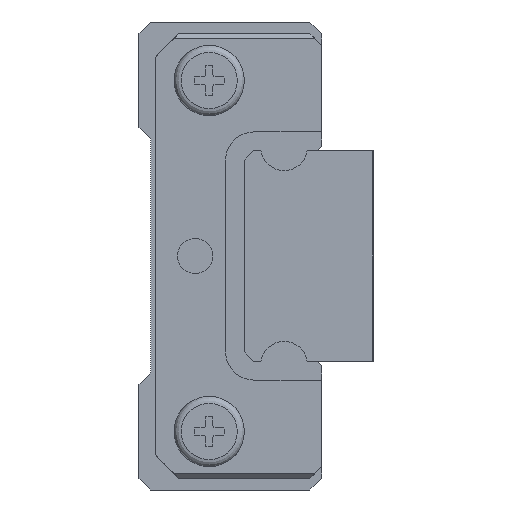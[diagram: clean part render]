
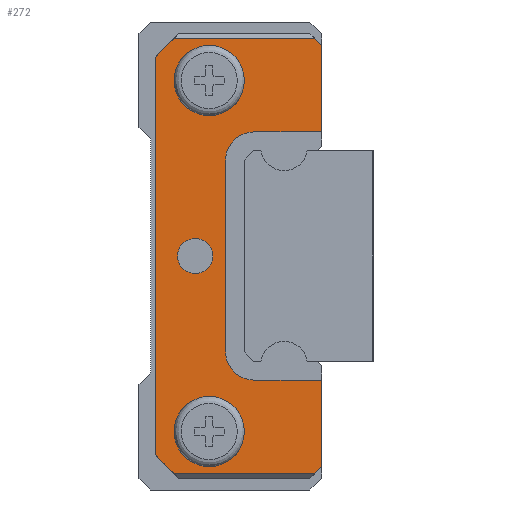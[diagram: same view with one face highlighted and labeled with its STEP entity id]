
A CAD part, left-side view. The second image highlights one B-rep face of the part: STEP entity #272.
In plain terms, the highlighted planar face has unit normal (-1, 0, 0).
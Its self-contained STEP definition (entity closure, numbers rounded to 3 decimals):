
#272 = ADVANCED_FACE( '', ( #576, #577, #578, #579 ), #580, .F. );
#576 = FACE_BOUND( '', #1083, .T. );
#577 = FACE_OUTER_BOUND( '', #1084, .T. );
#578 = FACE_BOUND( '', #1085, .T. );
#579 = FACE_BOUND( '', #1086, .T. );
#580 = PLANE( '', #1087 );
#1083 = EDGE_LOOP( '', ( #1721 ) );
#1084 = EDGE_LOOP( '', ( #1722, #1723, #1724, #1725, #1726, #1727, #1728, #1729, #1730, #1731, #1732, #1733, #1734, #1735 ) );
#1085 = EDGE_LOOP( '', ( #1736 ) );
#1086 = EDGE_LOOP( '', ( #1737 ) );
#1087 = AXIS2_PLACEMENT_3D( '', #1738, #1739, #1740 );
#1721 = ORIENTED_EDGE( '', *, *, #3159, .F. );
#1722 = ORIENTED_EDGE( '', *, *, #3160, .F. );
#1723 = ORIENTED_EDGE( '', *, *, #3161, .T. );
#1724 = ORIENTED_EDGE( '', *, *, #3162, .F. );
#1725 = ORIENTED_EDGE( '', *, *, #3163, .F. );
#1726 = ORIENTED_EDGE( '', *, *, #3164, .F. );
#1727 = ORIENTED_EDGE( '', *, *, #3165, .F. );
#1728 = ORIENTED_EDGE( '', *, *, #3166, .F. );
#1729 = ORIENTED_EDGE( '', *, *, #3167, .F. );
#1730 = ORIENTED_EDGE( '', *, *, #3168, .F. );
#1731 = ORIENTED_EDGE( '', *, *, #3169, .F. );
#1732 = ORIENTED_EDGE( '', *, *, #3170, .F. );
#1733 = ORIENTED_EDGE( '', *, *, #3171, .T. );
#1734 = ORIENTED_EDGE( '', *, *, #3172, .F. );
#1735 = ORIENTED_EDGE( '', *, *, #3173, .F. );
#1736 = ORIENTED_EDGE( '', *, *, #3174, .F. );
#1737 = ORIENTED_EDGE( '', *, *, #3175, .T. );
#1738 = CARTESIAN_POINT( '', ( -14.9, 0., 0. ) );
#1739 = DIRECTION( '', ( 1., 0., 0. ) );
#1740 = DIRECTION( '', ( 0., 0., -1. ) );
#3159 = EDGE_CURVE( '', #3723, #3723, #3724, .F. );
#3160 = EDGE_CURVE( '', #3725, #3726, #3727, .T. );
#3161 = EDGE_CURVE( '', #3725, #3728, #3729, .T. );
#3162 = EDGE_CURVE( '', #3730, #3728, #3731, .T. );
#3163 = EDGE_CURVE( '', #3732, #3730, #3733, .T. );
#3164 = EDGE_CURVE( '', #3734, #3732, #3735, .T. );
#3165 = EDGE_CURVE( '', #3736, #3734, #3737, .F. );
#3166 = EDGE_CURVE( '', #3738, #3736, #3739, .T. );
#3167 = EDGE_CURVE( '', #3740, #3738, #3741, .F. );
#3168 = EDGE_CURVE( '', #3742, #3740, #3743, .T. );
#3169 = EDGE_CURVE( '', #3744, #3742, #3745, .T. );
#3170 = EDGE_CURVE( '', #3746, #3744, #3747, .T. );
#3171 = EDGE_CURVE( '', #3746, #3748, #3749, .T. );
#3172 = EDGE_CURVE( '', #3750, #3748, #3751, .T. );
#3173 = EDGE_CURVE( '', #3726, #3750, #3752, .T. );
#3174 = EDGE_CURVE( '', #3753, #3753, #3754, .F. );
#3175 = EDGE_CURVE( '', #3755, #3755, #3756, .T. );
#3723 = VERTEX_POINT( '', #4605 );
#3724 = CIRCLE( '', #4606, 1.5 );
#3725 = VERTEX_POINT( '', #4607 );
#3726 = VERTEX_POINT( '', #4608 );
#3727 = LINE( '', #4609, #4610 );
#3728 = VERTEX_POINT( '', #4611 );
#3729 = LINE( '', #4612, #4613 );
#3730 = VERTEX_POINT( '', #4614 );
#3731 = LINE( '', #4615, #4616 );
#3732 = VERTEX_POINT( '', #4617 );
#3733 = LINE( '', #4618, #4619 );
#3734 = VERTEX_POINT( '', #4620 );
#3735 = LINE( '', #4621, #4622 );
#3736 = VERTEX_POINT( '', #4623 );
#3737 = CIRCLE( '', #4624, 1.2 );
#3738 = VERTEX_POINT( '', #4625 );
#3739 = LINE( '', #4626, #4627 );
#3740 = VERTEX_POINT( '', #4628 );
#3741 = CIRCLE( '', #4629, 1.2 );
#3742 = VERTEX_POINT( '', #4630 );
#3743 = LINE( '', #4631, #4632 );
#3744 = VERTEX_POINT( '', #4633 );
#3745 = LINE( '', #4634, #4635 );
#3746 = VERTEX_POINT( '', #4636 );
#3747 = LINE( '', #4637, #4638 );
#3748 = VERTEX_POINT( '', #4639 );
#3749 = LINE( '', #4640, #4641 );
#3750 = VERTEX_POINT( '', #4642 );
#3751 = LINE( '', #4643, #4644 );
#3752 = LINE( '', #4645, #4646 );
#3753 = VERTEX_POINT( '', #4647 );
#3754 = CIRCLE( '', #4648, 1.5 );
#3755 = VERTEX_POINT( '', #4649 );
#3756 = CIRCLE( '', #4650, 0.75 );
#4605 = CARTESIAN_POINT( '', ( -14.9, 4.8, 6. ) );
#4606 = AXIS2_PLACEMENT_3D( '', #5815, #5816, #5817 );
#4607 = CARTESIAN_POINT( '', ( -14.9, 6.3, -9.3 ) );
#4608 = CARTESIAN_POINT( '', ( -14.9, 7.1, -8.5 ) );
#4609 = CARTESIAN_POINT( '', ( -14.9, 6.1, -9.5 ) );
#4610 = VECTOR( '', #5818, 1000. );
#4611 = CARTESIAN_POINT( '', ( -14.9, 0.3, -9.3 ) );
#4612 = CARTESIAN_POINT( '', ( -14.9, 0., -9.3 ) );
#4613 = VECTOR( '', #5819, 1000. );
#4614 = CARTESIAN_POINT( '', ( -14.9, 0., -9. ) );
#4615 = CARTESIAN_POINT( '', ( -14.9, 0., -9. ) );
#4616 = VECTOR( '', #5820, 1000. );
#4617 = CARTESIAN_POINT( '', ( -14.9, 0., -5.3 ) );
#4618 = CARTESIAN_POINT( '', ( -14.9, 0., 9. ) );
#4619 = VECTOR( '', #5821, 1000. );
#4620 = CARTESIAN_POINT( '', ( -14.9, 2.9, -5.3 ) );
#4621 = CARTESIAN_POINT( '', ( -14.9, 0., -5.3 ) );
#4622 = VECTOR( '', #5822, 1000. );
#4623 = CARTESIAN_POINT( '', ( -14.9, 4.1, -4.1 ) );
#4624 = AXIS2_PLACEMENT_3D( '', #5823, #5824, #5825 );
#4625 = CARTESIAN_POINT( '', ( -14.9, 4.1, 4.1 ) );
#4626 = CARTESIAN_POINT( '', ( -14.9, 4.1, 0. ) );
#4627 = VECTOR( '', #5826, 1000. );
#4628 = CARTESIAN_POINT( '', ( -14.9, 2.9, 5.3 ) );
#4629 = AXIS2_PLACEMENT_3D( '', #5827, #5828, #5829 );
#4630 = CARTESIAN_POINT( '', ( -14.9, 0., 5.3 ) );
#4631 = CARTESIAN_POINT( '', ( -14.9, 0., 5.3 ) );
#4632 = VECTOR( '', #5830, 1000. );
#4633 = CARTESIAN_POINT( '', ( -14.9, 0., 9. ) );
#4634 = CARTESIAN_POINT( '', ( -14.9, 0., 9. ) );
#4635 = VECTOR( '', #5831, 1000. );
#4636 = CARTESIAN_POINT( '', ( -14.9, 0.3, 9.3 ) );
#4637 = CARTESIAN_POINT( '', ( -14.9, 0.5, 9.5 ) );
#4638 = VECTOR( '', #5832, 1000. );
#4639 = CARTESIAN_POINT( '', ( -14.9, 6.3, 9.3 ) );
#4640 = CARTESIAN_POINT( '', ( -14.9, 0., 9.3 ) );
#4641 = VECTOR( '', #5833, 1000. );
#4642 = CARTESIAN_POINT( '', ( -14.9, 7.1, 8.5 ) );
#4643 = CARTESIAN_POINT( '', ( -14.9, 7.1, 8.5 ) );
#4644 = VECTOR( '', #5834, 1000. );
#4645 = CARTESIAN_POINT( '', ( -14.9, 7.1, -8.5 ) );
#4646 = VECTOR( '', #5835, 1000. );
#4647 = CARTESIAN_POINT( '', ( -14.9, 4.8, -9. ) );
#4648 = AXIS2_PLACEMENT_3D( '', #5836, #5837, #5838 );
#4649 = CARTESIAN_POINT( '', ( -14.9, 5.4, -0.75 ) );
#4650 = AXIS2_PLACEMENT_3D( '', #5839, #5840, #5841 );
#5815 = CARTESIAN_POINT( '', ( -14.9, 4.8, 7.5 ) );
#5816 = DIRECTION( '', ( 1., 0., 0. ) );
#5817 = DIRECTION( '', ( 0., 0., -1. ) );
#5818 = DIRECTION( '', ( 0., 0.707, 0.707 ) );
#5819 = DIRECTION( '', ( 0., -1., 0. ) );
#5820 = DIRECTION( '', ( 0., 0.707, -0.707 ) );
#5821 = DIRECTION( '', ( 0., 0., -1. ) );
#5822 = DIRECTION( '', ( 0., -1., 0. ) );
#5823 = CARTESIAN_POINT( '', ( -14.9, 2.9, -4.1 ) );
#5824 = DIRECTION( '', ( 1., 0., 0. ) );
#5825 = DIRECTION( '', ( 0., 0., -1. ) );
#5826 = DIRECTION( '', ( 0., 0., -1. ) );
#5827 = CARTESIAN_POINT( '', ( -14.9, 2.9, 4.1 ) );
#5828 = DIRECTION( '', ( 1., 0., 0. ) );
#5829 = DIRECTION( '', ( 0., 0., -1. ) );
#5830 = DIRECTION( '', ( 0., 1., 0. ) );
#5831 = DIRECTION( '', ( 0., 0., -1. ) );
#5832 = DIRECTION( '', ( 0., -0.707, -0.707 ) );
#5833 = DIRECTION( '', ( 0., 1., 0. ) );
#5834 = DIRECTION( '', ( 0., -0.707, 0.707 ) );
#5835 = DIRECTION( '', ( 0., 0., 1. ) );
#5836 = CARTESIAN_POINT( '', ( -14.9, 4.8, -7.5 ) );
#5837 = DIRECTION( '', ( 1., 0., 0. ) );
#5838 = DIRECTION( '', ( 0., 0., -1. ) );
#5839 = CARTESIAN_POINT( '', ( -14.9, 5.4, 0. ) );
#5840 = DIRECTION( '', ( 1., 0., 0. ) );
#5841 = DIRECTION( '', ( 0., 0., -1. ) );
